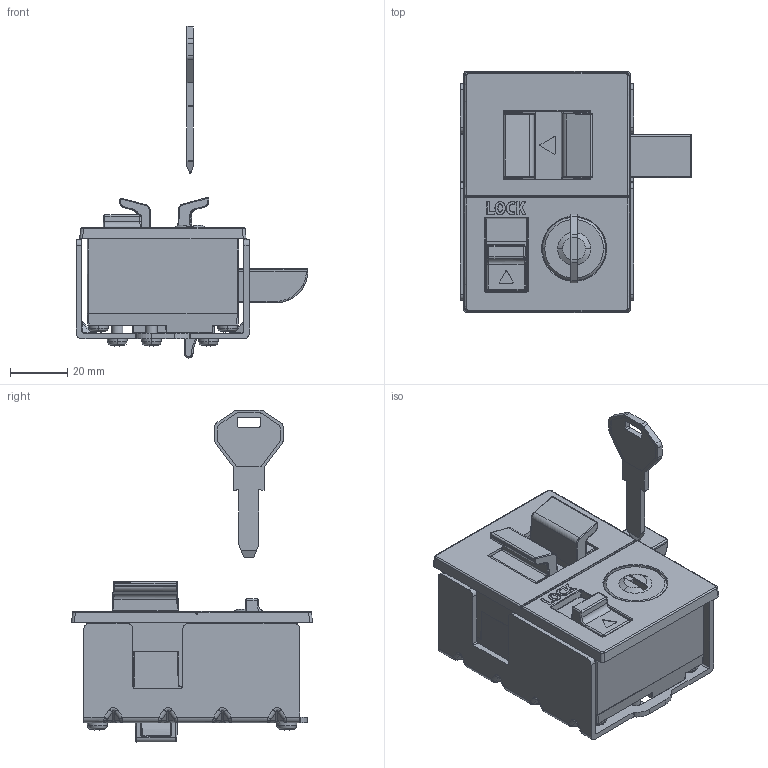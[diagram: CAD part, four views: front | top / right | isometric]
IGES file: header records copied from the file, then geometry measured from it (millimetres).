
Start section: ------------------------------------------------------------------------
Global section: file name: PC18.11220.LL-0022_19361.igs; native system: spGate; preprocessor: ver19.8.4 (****-****-****-****); author: Unknown; organization: Unknown; date: 250806.160214; units: millimetre
Bounding box: 80.7 x 84 x 115.7 mm (x, y, z)
Volume: 137123.5 mm3; surface area: 56130.5 mm2
Topology: 8 solids, 8 shells, 1386 faces, 3598 edges, 2239 vertices
Faces by surface type: bspline 1386
